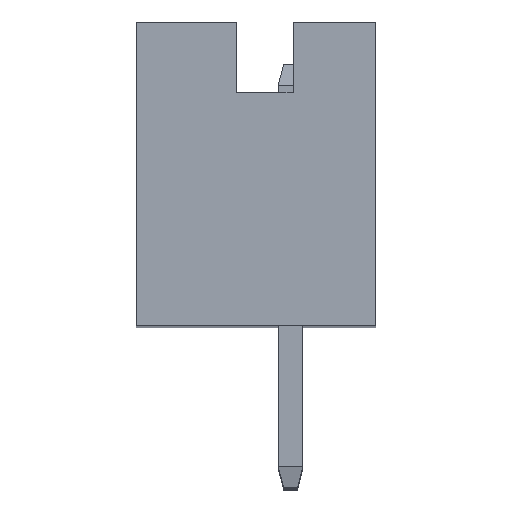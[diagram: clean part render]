
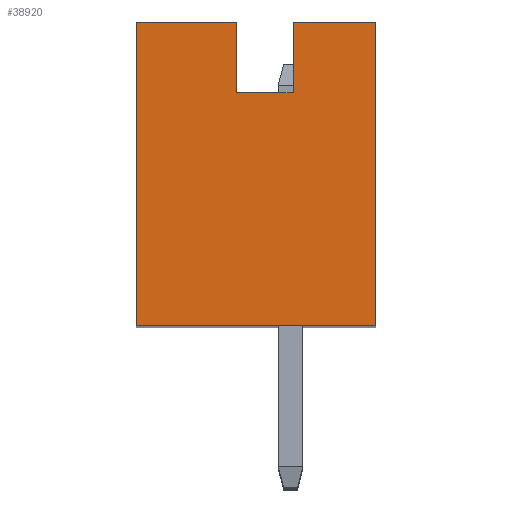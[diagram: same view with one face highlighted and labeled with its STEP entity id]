
A CAD part, top view. The second image highlights one B-rep face of the part: STEP entity #38920.
In plain terms, the highlighted planar face has unit normal (0, 0, 1).
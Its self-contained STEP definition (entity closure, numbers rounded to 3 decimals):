
#3330=CARTESIAN_POINT('',(0.108,2.77,1.45));
#3340=DIRECTION('',(-1.,0.,0.));
#3350=VECTOR('',#3340,1.);
#3360=LINE('',#3330,#3350);
#3370=CARTESIAN_POINT('',(1.183,2.77,1.45));
#3380=VERTEX_POINT('',#3370);
#3390=CARTESIAN_POINT('',(0.008,2.77,1.45));
#3400=VERTEX_POINT('',#3390);
#3410=EDGE_CURVE('',#3380,#3400,#3360,.T.);
#10340=CARTESIAN_POINT('',(-2.217,2.77,1.45));
#10350=VERTEX_POINT('',#10340);
#10380=CARTESIAN_POINT('',(-2.217,0.,1.45));
#10390=DIRECTION('',(0.,1.,0.));
#10400=VECTOR('',#10390,1.);
#10410=LINE('',#10380,#10400);
#10420=CARTESIAN_POINT('',(-2.217,-1.53,1.45));
#10430=VERTEX_POINT('',#10420);
#10440=EDGE_CURVE('',#10430,#10350,#10410,.T.);
#20760=CARTESIAN_POINT('',(0.008,1.77,1.45));
#20770=VERTEX_POINT('',#20760);
#20800=CARTESIAN_POINT('',(0.,1.77,1.45));
#20810=DIRECTION('',(1.,0.,0.));
#20820=VECTOR('',#20810,1.);
#20830=LINE('',#20800,#20820);
#20840=CARTESIAN_POINT('',(-0.792,1.77,1.45));
#20850=VERTEX_POINT('',#20840);
#20860=EDGE_CURVE('',#20850,#20770,#20830,.T.);
#38480=CARTESIAN_POINT('',(-0.318,-2.272,1.45));
#38490=DIRECTION('',(0.,0.,1.));
#38500=DIRECTION('',(1.,0.,0.));
#38510=AXIS2_PLACEMENT_3D('',#38480,#38490,#38500);
#38520=PLANE('',#38510);
#38530=ORIENTED_EDGE('',*,*,#10440,.F.);
#38540=CARTESIAN_POINT('',(0.,2.77,1.45));
#38550=DIRECTION('',(1.,0.,0.));
#38560=VECTOR('',#38550,1.);
#38570=LINE('',#38540,#38560);
#38580=CARTESIAN_POINT('',(-0.792,2.77,1.45));
#38590=VERTEX_POINT('',#38580);
#38600=EDGE_CURVE('',#10350,#38590,#38570,.T.);
#38610=ORIENTED_EDGE('',*,*,#38600,.F.);
#38620=CARTESIAN_POINT('',(-0.792,2.77,1.45));
#38630=DIRECTION('',(0.,-1.,0.));
#38640=VECTOR('',#38630,1.);
#38650=LINE('',#38620,#38640);
#38660=EDGE_CURVE('',#38590,#20850,#38650,.T.);
#38670=ORIENTED_EDGE('',*,*,#38660,.F.);
#38680=ORIENTED_EDGE('',*,*,#20860,.F.);
#38690=CARTESIAN_POINT('',(0.008,0.,
1.45));
#38700=DIRECTION('',(0.,1.,0.));
#38710=VECTOR('',#38700,1.);
#38720=LINE('',#38690,#38710);
#38730=EDGE_CURVE('',#20770,#3400,#38720,.T.);
#38740=ORIENTED_EDGE('',*,*,#38730,.F.);
#38750=ORIENTED_EDGE('',*,*,#3410,.T.);
#38760=CARTESIAN_POINT('',(1.183,0.,1.45));
#38770=DIRECTION('',(0.,1.,0.));
#38780=VECTOR('',#38770,1.);
#38790=LINE('',#38760,#38780);
#38800=CARTESIAN_POINT('',(1.183,-1.53,1.45));
#38810=VERTEX_POINT('',#38800);
#38820=EDGE_CURVE('',#38810,#3380,#38790,.T.);
#38830=ORIENTED_EDGE('',*,*,#38820,.T.);
#38840=CARTESIAN_POINT('',(0.,-1.53,1.45));
#38850=DIRECTION('',(1.,0.,0.));
#38860=VECTOR('',#38850,1.);
#38870=LINE('',#38840,#38860);
#38880=EDGE_CURVE('',#10430,#38810,#38870,.T.);
#38890=ORIENTED_EDGE('',*,*,#38880,.T.);
#38900=EDGE_LOOP('',(#38890,#38830,#38750,#38740,#38680,#38670,#38610,
#38530));
#38910=FACE_OUTER_BOUND('',#38900,.T.);
#38920=ADVANCED_FACE('',(#38910),#38520,.T.);
